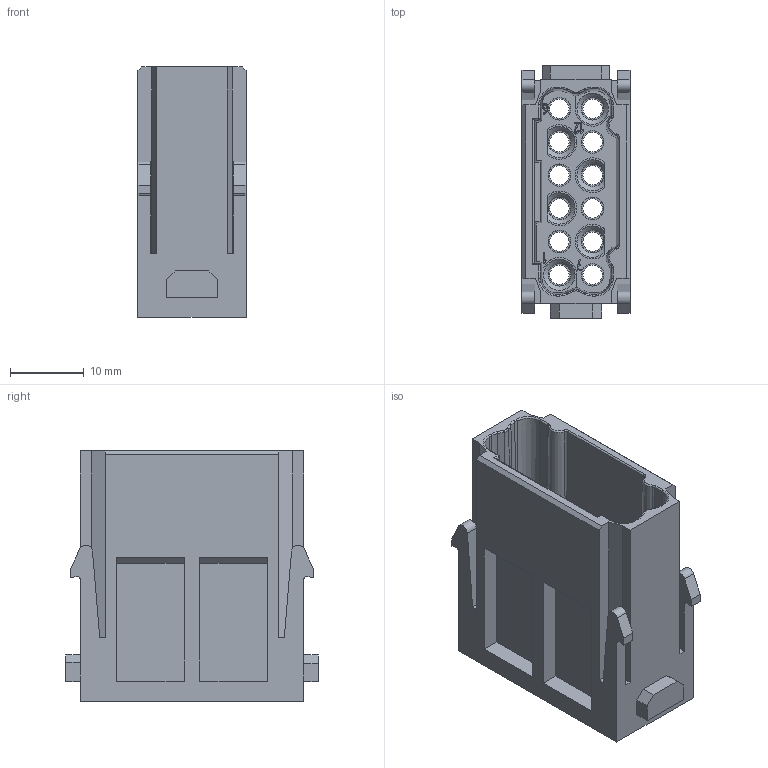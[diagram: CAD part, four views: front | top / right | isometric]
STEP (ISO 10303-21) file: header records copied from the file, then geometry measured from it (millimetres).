
FILE_DESCRIPTION(/* description */ (''),/* implementation_level */ '2;1');
FILE_NAME(/* name */ '100173206ugm000_d.stp',/* time_stamp */ '2017-10-30T15:26:02+01:00',/* author */ (''),/* organization */ (''),/* preprocessor_version */ 'ST-DEVELOPER v16',/* originating_system */ 'SIEMENS PLM Software NX 10.0',/* authorisation */ '');
FILE_SCHEMA (('AUTOMOTIVE_DESIGN { 1 0 10303 214 3 1 1 1 }'));
Length unit declared in the file: millimetre
Products named in the file (1): 100173206ugm000_d
Bounding box: 14.65 x 34.2 x 33.9 mm (x, y, z)
Volume: 7030.4 mm3; surface area: 8256.3 mm2
Topology: 1 solids, 1 shells, 501 faces, 1355 edges, 1012 vertices
Faces by surface type: plane 273, cone 72, extrusion 72, cylinder 66, torus 16, bspline 2
Full cylindrical faces by diameter (mm): 0.335 x1, 0.492 x1, 2.62 x12, 3.24 x12
Entity records: 19191 total; most frequent: CARTESIAN_POINT 6458, ORIENTED_EDGE 2260, DIRECTION 2173, EDGE_CURVE 1130, VECTOR 827, VERTEX_POINT 771, LINE 755, AXIS2_PLACEMENT_3D 673
